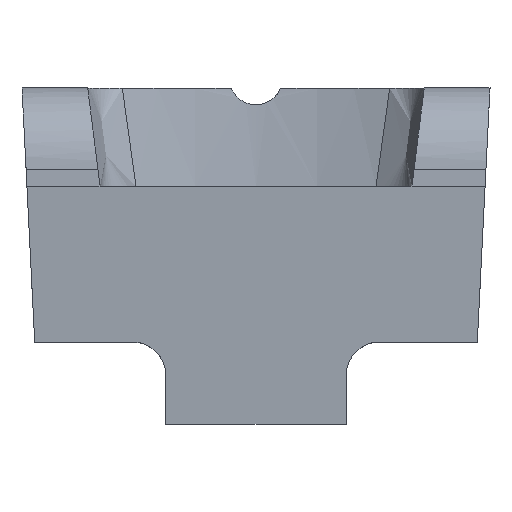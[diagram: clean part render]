
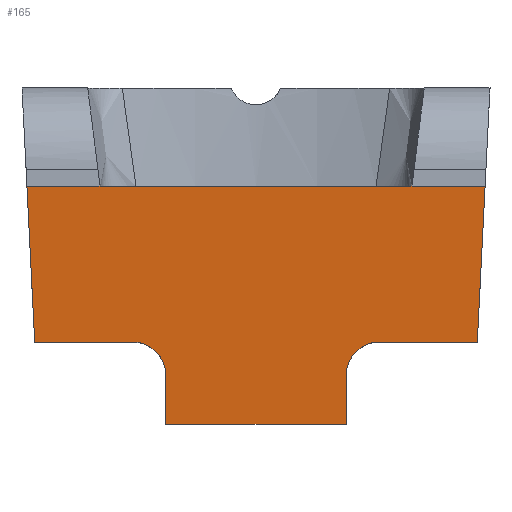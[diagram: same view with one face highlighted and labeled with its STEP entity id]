
A CAD part, top view. The second image highlights one B-rep face of the part: STEP entity #165.
In plain terms, the highlighted planar face has unit normal (0, -0.069, 0.998).
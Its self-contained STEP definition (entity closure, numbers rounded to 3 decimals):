
#58 = EDGE_CURVE ( 'NONE', #9117, #10400, #3093, .T. ) ;
#66 = EDGE_CURVE ( 'NONE', #10333, #9134, #3074, .T. ) ;
#68 = ORIENTED_EDGE ( 'NONE', *, *, #66, .F. ) ;
#69 = ORIENTED_EDGE ( 'NONE', *, *, #10332, .F. ) ;
#70 = ORIENTED_EDGE ( 'NONE', *, *, #10524, .T. ) ;
#71 = ORIENTED_EDGE ( 'NONE', *, *, #8994, .F. ) ;
#72 = ORIENTED_EDGE ( 'NONE', *, *, #3070, .T. ) ;
#73 = ORIENTED_EDGE ( 'NONE', *, *, #10501, .F. ) ;
#74 = EDGE_LOOP ( 'NONE', ( #75, #133, #134, #83, #84, #68, #69, #73, #70, #71, #72, #185 ) ) ;
#75 = ORIENTED_EDGE ( 'NONE', *, *, #8857, .T. ) ;
#83 = ORIENTED_EDGE ( 'NONE', *, *, #58, .F. ) ;
#84 = ORIENTED_EDGE ( 'NONE', *, *, #85, .T. ) ;
#85 = EDGE_CURVE ( 'NONE', #9117, #9134, #3117, .T. ) ;
#133 = ORIENTED_EDGE ( 'NONE', *, *, #10474, .F. ) ;
#134 = ORIENTED_EDGE ( 'NONE', *, *, #10403, .F. ) ;
#165 = ADVANCED_FACE ( 'NONE', ( #3218 ), #3222, .F. ) ;
#185 = ORIENTED_EDGE ( 'NONE', *, *, #10270, .F. ) ;
#2598 = CARTESIAN_POINT ( 'NONE',  ( 19., 19., 29. ) ) ;
#3045 = VERTEX_POINT ( 'NONE', #3601 ) ;
#3070 = EDGE_CURVE ( 'NONE', #11763, #3045, #3636, .T. ) ;
#3072 = DIRECTION ( 'NONE',  ( 0., -0.998, -0.069 ) ) ;
#3073 = CARTESIAN_POINT ( 'NONE',  ( 11., 17.998, 28.931 ) ) ;
#3074 = LINE ( 'NONE', #3073, #3132 ) ;
#3090 = DIRECTION ( 'NONE',  ( 0., 0.998, 0.069 ) ) ;
#3091 = VECTOR ( 'NONE', #3090, 1000. ) ;
#3092 = CARTESIAN_POINT ( 'NONE',  ( -11., 19., 29. ) ) ;
#3093 = LINE ( 'NONE', #3092, #3091 ) ;
#3111 = DIRECTION ( 'NONE',  ( 1., 0., 0. ) ) ;
#3112 = VECTOR ( 'NONE', #3111, 1000. ) ;
#3113 = CARTESIAN_POINT ( 'NONE',  ( -4.75, -10., 27. ) ) ;
#3117 = LINE ( 'NONE', #3113, #3112 ) ;
#3132 = VECTOR ( 'NONE', #3072, 1000. ) ;
#3214 = DIRECTION ( 'NONE',  ( 0., 0.998, 0.069 ) ) ;
#3215 = DIRECTION ( 'NONE',  ( 0., 0.069, -0.998 ) ) ;
#3216 = CARTESIAN_POINT ( 'NONE',  ( -30., -10., 27. ) ) ;
#3217 = AXIS2_PLACEMENT_3D ( 'NONE', #3216, #3215, #3214 ) ;
#3218 = FACE_OUTER_BOUND ( 'NONE', #74, .T. ) ;
#3222 = PLANE ( 'NONE',  #3217 ) ;
#3601 = CARTESIAN_POINT ( 'NONE',  ( -19., 19., 29. ) ) ;
#3619 = DIRECTION ( 'NONE',  ( -1., 0., 0. ) ) ;
#3620 = VECTOR ( 'NONE', #3619, 1000. ) ;
#3621 = CARTESIAN_POINT ( 'NONE',  ( 28.5, 19., 29. ) ) ;
#3636 = LINE ( 'NONE', #3621, #3620 ) ;
#4009 = DIRECTION ( 'NONE',  ( 0.05, -0.996, -0.069 ) ) ;
#4010 = VECTOR ( 'NONE', #4009, 1000. ) ;
#4011 = CARTESIAN_POINT ( 'NONE',  ( -28.234, 25.671, 29.46 ) ) ;
#4012 = LINE ( 'NONE', #4011, #4010 ) ;
#4198 = DIRECTION ( 'NONE',  ( 1., 0., 0. ) ) ;
#4199 = VECTOR ( 'NONE', #4198, 1000. ) ;
#4200 = CARTESIAN_POINT ( 'NONE',  ( -30., 19., 29. ) ) ;
#4201 = LINE ( 'NONE', #4200, #4199 ) ;
#4392 = CARTESIAN_POINT ( 'NONE',  ( -11., -10., 27. ) ) ;
#4439 = CARTESIAN_POINT ( 'NONE',  ( 11., -10., 27. ) ) ;
#7346 = DIRECTION ( 'NONE',  ( 1., 0., 0. ) ) ;
#7347 = VECTOR ( 'NONE', #7346, 1000. ) ;
#7348 = CARTESIAN_POINT ( 'NONE',  ( -30., 19., 29. ) ) ;
#7349 = LINE ( 'NONE', #7348, #7347 ) ;
#7350 = CARTESIAN_POINT ( 'NONE',  ( -27.9, 19., 29. ) ) ;
#7471 = CARTESIAN_POINT ( 'NONE',  ( -15., 0., 27.69 ) ) ;
#7510 = CARTESIAN_POINT ( 'NONE',  ( 11., -4., 27.414 ) ) ;
#7511 = CARTESIAN_POINT ( 'NONE',  ( 11., -1.657, 27.575 ) ) ;
#7512 = CARTESIAN_POINT ( 'NONE',  ( 12.657, 0., 27.69 ) ) ;
#7513 = CARTESIAN_POINT ( 'NONE',  ( 15., 0., 27.69 ) ) ;
#7514 =( BOUNDED_CURVE ( )  B_SPLINE_CURVE ( 3, ( #7513, #7512, #7511, #7510 ),
 .UNSPECIFIED., .F., .F. ) 
 B_SPLINE_CURVE_WITH_KNOTS ( ( 4, 4 ),
 ( 3.142, 4.712 ),
 .UNSPECIFIED. ) 
 CURVE ( )  GEOMETRIC_REPRESENTATION_ITEM ( )  RATIONAL_B_SPLINE_CURVE ( ( 1., 0.805, 0.805, 1. ) ) 
 REPRESENTATION_ITEM ( '' )  );
#7516 = CARTESIAN_POINT ( 'NONE',  ( 11., -4., 27.414 ) ) ;
#7625 = CARTESIAN_POINT ( 'NONE',  ( -12.657, 0., 27.69 ) ) ;
#7626 = CARTESIAN_POINT ( 'NONE',  ( -11., -1.657, 27.575 ) ) ;
#7627 = CARTESIAN_POINT ( 'NONE',  ( -11., -4., 27.414 ) ) ;
#7629 =( BOUNDED_CURVE ( )  B_SPLINE_CURVE ( 3, ( #7627, #7626, #7625, #7471 ),
 .UNSPECIFIED., .F., .T. ) 
 B_SPLINE_CURVE_WITH_KNOTS ( ( 4, 4 ),
 ( 4.712, 6.283 ),
 .UNSPECIFIED. ) 
 CURVE ( )  GEOMETRIC_REPRESENTATION_ITEM ( )  RATIONAL_B_SPLINE_CURVE ( ( 1., 0.805, 0.805, 1. ) ) 
 REPRESENTATION_ITEM ( '' )  );
#7633 = CARTESIAN_POINT ( 'NONE',  ( -11., -4., 27.414 ) ) ;
#7651 = CARTESIAN_POINT ( 'NONE',  ( 15., 0., 27.69 ) ) ;
#7674 = CARTESIAN_POINT ( 'NONE',  ( -15., 0., 27.69 ) ) ;
#7784 = CARTESIAN_POINT ( 'NONE',  ( -26.95, 0., 27.69 ) ) ;
#7785 = DIRECTION ( 'NONE',  ( -1., 0., 0. ) ) ;
#7786 = VECTOR ( 'NONE', #7785, 1000. ) ;
#7787 = CARTESIAN_POINT ( 'NONE',  ( 28.5, 0., 27.69 ) ) ;
#7788 = LINE ( 'NONE', #7787, #7786 ) ;
#7809 = DIRECTION ( 'NONE',  ( -1., 0., 0. ) ) ;
#7810 = VECTOR ( 'NONE', #7809, 1000. ) ;
#7811 = CARTESIAN_POINT ( 'NONE',  ( 28.5, 0., 27.69 ) ) ;
#7812 = LINE ( 'NONE', #7811, #7810 ) ;
#7813 = CARTESIAN_POINT ( 'NONE',  ( 26.95, 0., 27.69 ) ) ;
#7868 = CARTESIAN_POINT ( 'NONE',  ( 27.9, 19., 29. ) ) ;
#7869 = DIRECTION ( 'NONE',  ( 0.05, 0.996, 0.069 ) ) ;
#7870 = VECTOR ( 'NONE', #7869, 1000. ) ;
#7871 = CARTESIAN_POINT ( 'NONE',  ( 28.234, 25.671, 29.46 ) ) ;
#7872 = LINE ( 'NONE', #7871, #7870 ) ;
#8857 = EDGE_CURVE ( 'NONE', #10268, #10475, #4012, .T. ) ;
#8994 = EDGE_CURVE ( 'NONE', #11763, #10525, #4201, .T. ) ;
#9117 = VERTEX_POINT ( 'NONE', #4392 ) ;
#9134 = VERTEX_POINT ( 'NONE', #4439 ) ;
#10268 = VERTEX_POINT ( 'NONE', #7350 ) ;
#10270 = EDGE_CURVE ( 'NONE', #10268, #3045, #7349, .T. ) ;
#10332 = EDGE_CURVE ( 'NONE', #10416, #10333, #7514, .T. ) ;
#10333 = VERTEX_POINT ( 'NONE', #7516 ) ;
#10400 = VERTEX_POINT ( 'NONE', #7633 ) ;
#10403 = EDGE_CURVE ( 'NONE', #10400, #10404, #7629, .T. ) ;
#10404 = VERTEX_POINT ( 'NONE', #7674 ) ;
#10416 = VERTEX_POINT ( 'NONE', #7651 ) ;
#10474 = EDGE_CURVE ( 'NONE', #10404, #10475, #7788, .T. ) ;
#10475 = VERTEX_POINT ( 'NONE', #7784 ) ;
#10499 = VERTEX_POINT ( 'NONE', #7813 ) ;
#10501 = EDGE_CURVE ( 'NONE', #10499, #10416, #7812, .T. ) ;
#10524 = EDGE_CURVE ( 'NONE', #10499, #10525, #7872, .T. ) ;
#10525 = VERTEX_POINT ( 'NONE', #7868 ) ;
#11763 = VERTEX_POINT ( 'NONE', #2598 ) ;
